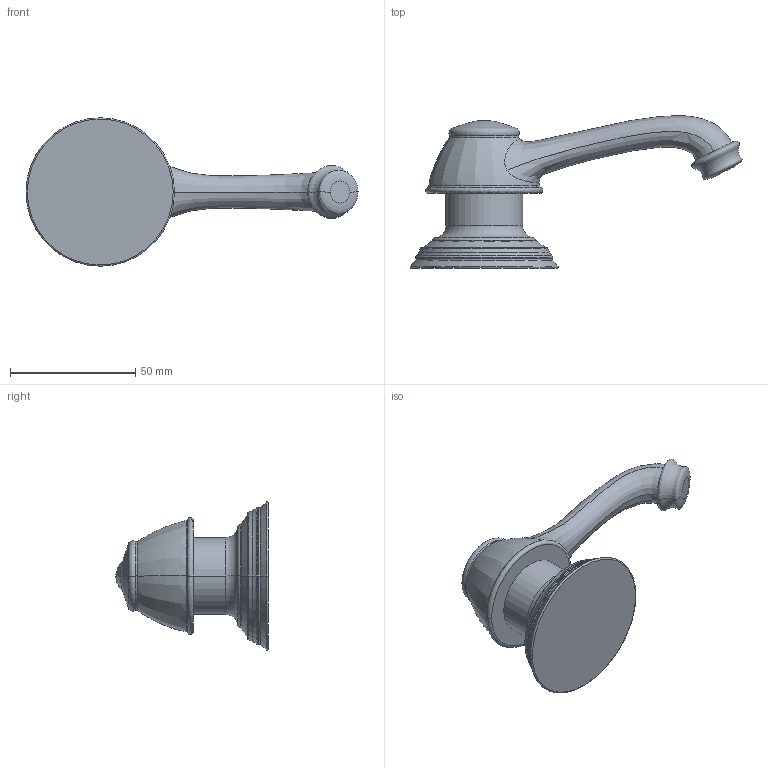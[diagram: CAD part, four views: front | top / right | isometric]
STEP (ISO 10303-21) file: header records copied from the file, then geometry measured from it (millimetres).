
FILE_DESCRIPTION((''),'2;1');
FILE_NAME('2470-5721','2021-04-27T10:10:46',('jinson.thomas'),(''),'CREO PARAMETRIC BY PTC INC, 2018400','CREO PARAMETRIC BY PTC INC, 2018400','');
FILE_SCHEMA(('CONFIG_CONTROL_DESIGN'));
Length unit declared in the file: inch
Products named in the file (1): 2470-5721
Bounding box: 132.42 x 60.92 x 59.2 mm (x, y, z)
Volume: 83869.3 mm3; surface area: 16268.3 mm2
Topology: 1 solids, 1 shells, 52 faces, 119 edges, 69 vertices
Faces by surface type: torus 26, bspline 8, cone 6, revolution 6, plane 4, cylinder 2
Entity records: 3583 total; most frequent: CARTESIAN_POINT 2400, DIRECTION 250, ORIENTED_EDGE 234, AXIS2_PLACEMENT_3D 118, EDGE_CURVE 117, CIRCLE 80, VERTEX_POINT 69, EDGE_LOOP 54
